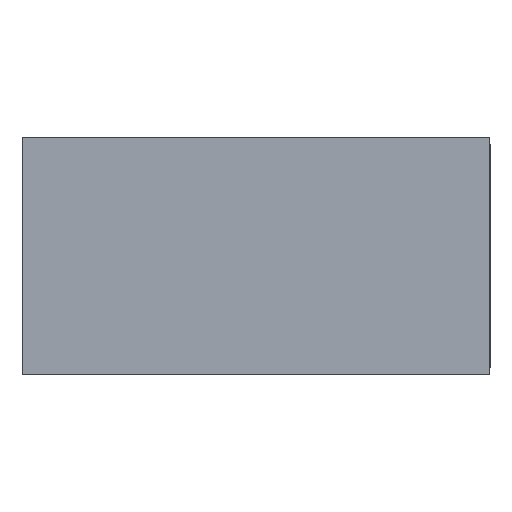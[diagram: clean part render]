
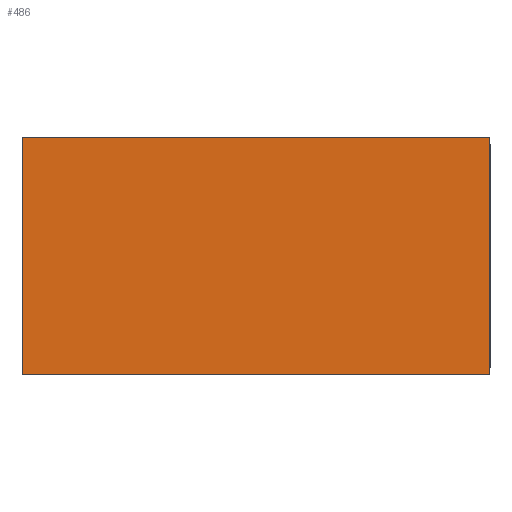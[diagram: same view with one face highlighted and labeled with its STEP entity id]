
A CAD part, top view. The second image highlights one B-rep face of the part: STEP entity #486.
In plain terms, the highlighted planar face has unit normal (0, 0, 1).
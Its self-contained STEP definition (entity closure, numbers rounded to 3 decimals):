
#11 = AXIS2_PLACEMENT_3D ( 'NONE', #146, #152, #340 ) ;
#36 = CARTESIAN_POINT ( 'NONE',  ( 3.15, -1.6, 0.553 ) ) ;
#38 = DIRECTION ( 'NONE',  ( 1., 0., 0. ) ) ;
#113 = CARTESIAN_POINT ( 'NONE',  ( 3.15, 0., 0.553 ) ) ;
#141 = EDGE_LOOP ( 'NONE', ( #576, #363, #567, #560 ) ) ;
#146 = CARTESIAN_POINT ( 'NONE',  ( 0., 0., 0.553 ) ) ;
#152 = DIRECTION ( 'NONE',  ( 0., 0., 1. ) ) ;
#154 = VERTEX_POINT ( 'NONE', #265 ) ;
#185 = PLANE ( 'NONE',  #11 ) ;
#204 = LINE ( 'NONE', #499, #601 ) ;
#218 = VERTEX_POINT ( 'NONE', #36 ) ;
#265 = CARTESIAN_POINT ( 'NONE',  ( 3.15, 1.6, 0.553 ) ) ;
#287 = CARTESIAN_POINT ( 'NONE',  ( 0., 1.6, 0.553 ) ) ;
#297 = LINE ( 'NONE', #482, #588 ) ;
#335 = LINE ( 'NONE', #287, #438 ) ;
#340 = DIRECTION ( 'NONE',  ( 1., 0., 0. ) ) ;
#363 = ORIENTED_EDGE ( 'NONE', *, *, #630, .F. ) ;
#386 = VECTOR ( 'NONE', #457, 1000. ) ;
#418 = EDGE_CURVE ( 'NONE', #574, #154, #335, .T. ) ;
#438 = VECTOR ( 'NONE', #38, 1000. ) ;
#457 = DIRECTION ( 'NONE',  ( 0., -1., 0. ) ) ;
#482 = CARTESIAN_POINT ( 'NONE',  ( 0., -1.6, 0.553 ) ) ;
#486 = ADVANCED_FACE ( 'NONE', ( #540 ), #185, .T. ) ;
#489 = DIRECTION ( 'NONE',  ( -1., 0., 0. ) ) ;
#499 = CARTESIAN_POINT ( 'NONE',  ( -3.15, 0., 0.553 ) ) ;
#522 = VERTEX_POINT ( 'NONE', #537 ) ;
#525 = EDGE_CURVE ( 'NONE', #218, #522, #297, .T. ) ;
#537 = CARTESIAN_POINT ( 'NONE',  ( -3.15, -1.6, 0.553 ) ) ;
#540 = FACE_OUTER_BOUND ( 'NONE', #141, .T. ) ;
#547 = DIRECTION ( 'NONE',  ( 0., 1., 0. ) ) ;
#557 = LINE ( 'NONE', #113, #386 ) ;
#560 = ORIENTED_EDGE ( 'NONE', *, *, #620, .F. ) ;
#567 = ORIENTED_EDGE ( 'NONE', *, *, #418, .F. ) ;
#574 = VERTEX_POINT ( 'NONE', #596 ) ;
#576 = ORIENTED_EDGE ( 'NONE', *, *, #525, .F. ) ;
#588 = VECTOR ( 'NONE', #489, 1000. ) ;
#596 = CARTESIAN_POINT ( 'NONE',  ( -3.15, 1.6, 0.553 ) ) ;
#601 = VECTOR ( 'NONE', #547, 1000. ) ;
#620 = EDGE_CURVE ( 'NONE', #522, #574, #204, .T. ) ;
#630 = EDGE_CURVE ( 'NONE', #154, #218, #557, .T. ) ;
